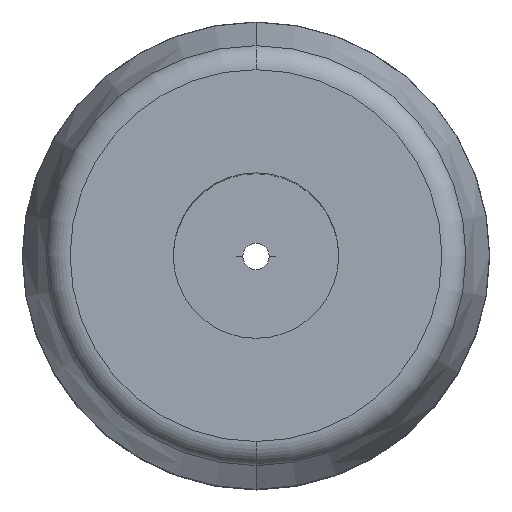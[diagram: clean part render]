
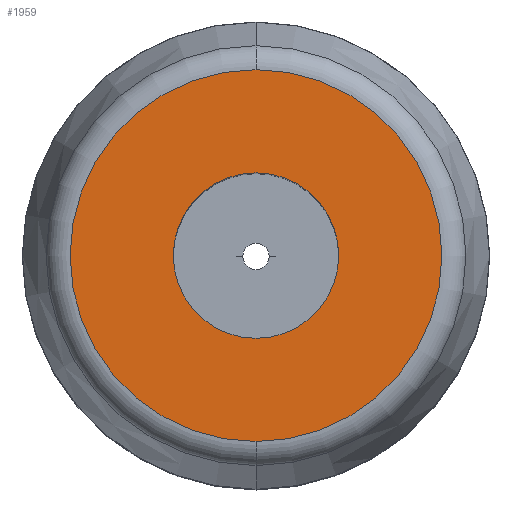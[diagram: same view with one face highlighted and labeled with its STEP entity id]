
A CAD part, top view. The second image highlights one B-rep face of the part: STEP entity #1959.
In plain terms, the highlighted planar face has unit normal (0, 0, 1).
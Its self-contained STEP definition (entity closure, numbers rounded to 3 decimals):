
#311 = CARTESIAN_POINT ( 'NONE',  ( 0., 0., 75. ) ) ;
#330 = VERTEX_POINT ( 'NONE', #1708 ) ;
#345 = EDGE_CURVE ( 'NONE', #4620, #330, #442, .T. ) ;
#442 = CIRCLE ( 'NONE', #4390, 22.468 ) ;
#464 = DIRECTION ( 'NONE',  ( 0., -1., 0. ) ) ;
#623 = CIRCLE ( 'NONE', #4062, 22.468 ) ;
#657 = AXIS2_PLACEMENT_3D ( 'NONE', #1171, #4993, #3861 ) ;
#693 = DIRECTION ( 'NONE',  ( 0., 0., -1. ) ) ;
#749 = CIRCLE ( 'NONE', #1404, 10. ) ;
#751 = FACE_BOUND ( 'NONE', #1569, .T. ) ;
#770 = ORIENTED_EDGE ( 'NONE', *, *, #3720, .F. ) ;
#993 = DIRECTION ( 'NONE',  ( -1., 0., 0. ) ) ;
#1171 = CARTESIAN_POINT ( 'NONE',  ( 0., 0., 75. ) ) ;
#1404 = AXIS2_PLACEMENT_3D ( 'NONE', #311, #693, #993 ) ;
#1569 = EDGE_LOOP ( 'NONE', ( #3352, #2687 ) ) ;
#1619 = CARTESIAN_POINT ( 'NONE',  ( 0., 22.468, 75. ) ) ;
#1657 = DIRECTION ( 'NONE',  ( 0., 1., 0. ) ) ;
#1708 = CARTESIAN_POINT ( 'NONE',  ( 0., 22.468, 75. ) ) ;
#1724 = EDGE_CURVE ( 'NONE', #2930, #3639, #2971, .T. ) ;
#1735 = CARTESIAN_POINT ( 'NONE',  ( -10., 0., 75. ) ) ;
#1959 = ADVANCED_FACE ( 'NONE', ( #751, #2315 ), #3970, .T. ) ;
#2315 = FACE_OUTER_BOUND ( 'NONE', #3002, .T. ) ;
#2349 = DIRECTION ( 'NONE',  ( 0., 0., 1. ) ) ;
#2465 = CARTESIAN_POINT ( 'NONE',  ( 0., 0., 75. ) ) ;
#2532 = DIRECTION ( 'NONE',  ( 0., 1., 0. ) ) ;
#2687 = ORIENTED_EDGE ( 'NONE', *, *, #1724, .T. ) ;
#2930 = VERTEX_POINT ( 'NONE', #4068 ) ;
#2971 = CIRCLE ( 'NONE', #657, 10. ) ;
#3002 = EDGE_LOOP ( 'NONE', ( #770, #4477 ) ) ;
#3205 = DIRECTION ( 'NONE',  ( 0., 0., -1. ) ) ;
#3262 = CARTESIAN_POINT ( 'NONE',  ( 0., -22.468, 75. ) ) ;
#3352 = ORIENTED_EDGE ( 'NONE', *, *, #3889, .T. ) ;
#3639 = VERTEX_POINT ( 'NONE', #1735 ) ;
#3720 = EDGE_CURVE ( 'NONE', #330, #4620, #623, .T. ) ;
#3861 = DIRECTION ( 'NONE',  ( -1., 0., 0. ) ) ;
#3889 = EDGE_CURVE ( 'NONE', #3639, #2930, #749, .T. ) ;
#3970 = PLANE ( 'NONE',  #4524 ) ;
#4062 = AXIS2_PLACEMENT_3D ( 'NONE', #4845, #4528, #2532 ) ;
#4068 = CARTESIAN_POINT ( 'NONE',  ( 10., 0., 75. ) ) ;
#4390 = AXIS2_PLACEMENT_3D ( 'NONE', #2465, #3205, #1657 ) ;
#4477 = ORIENTED_EDGE ( 'NONE', *, *, #345, .F. ) ;
#4524 = AXIS2_PLACEMENT_3D ( 'NONE', #1619, #2349, #464 ) ;
#4528 = DIRECTION ( 'NONE',  ( 0., 0., -1. ) ) ;
#4620 = VERTEX_POINT ( 'NONE', #3262 ) ;
#4845 = CARTESIAN_POINT ( 'NONE',  ( 0., 0., 75. ) ) ;
#4993 = DIRECTION ( 'NONE',  ( 0., 0., -1. ) ) ;
